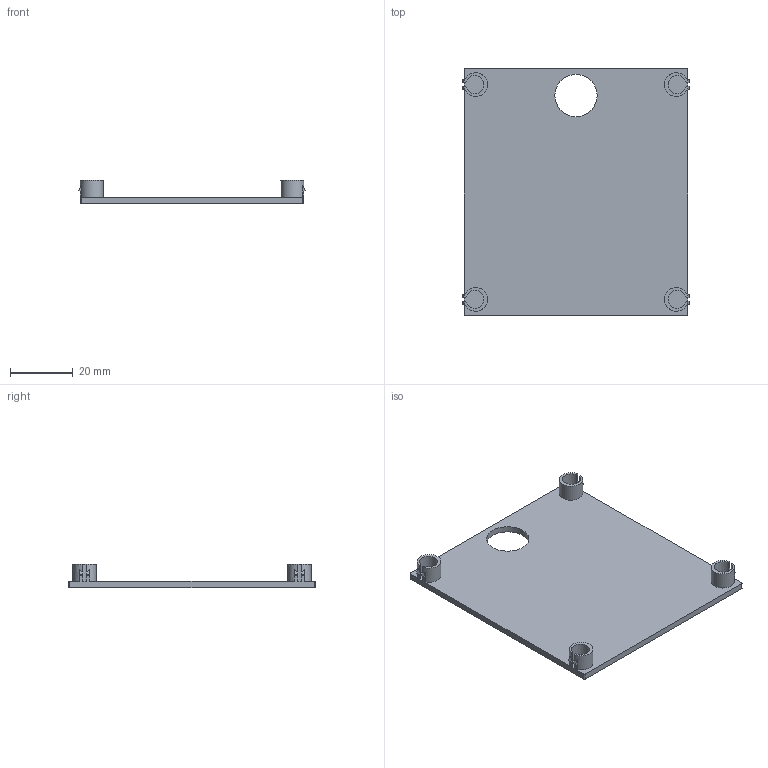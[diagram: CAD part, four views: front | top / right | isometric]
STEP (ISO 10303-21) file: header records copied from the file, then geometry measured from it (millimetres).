
FILE_DESCRIPTION(/* description */ ('STEP AP214'),/* implementation_level */ '2;1');
FILE_NAME(/* name */ '8147576_MS9-RB-10',/* time_stamp */ '2024-09-11T17:21:39+02:00',/* author */ ('License CC BY-ND 4.0'),/* organization */ ('CADENAS'),/* preprocessor_version */ 'ST-DEVELOPER v19.3',/* originating_system */ 'PARTsolutions',/* authorisation */ ' ');
FILE_SCHEMA (('AUTOMOTIVE_DESIGN {1 0 10303 214 3 1 1}'));
Length unit declared in the file: millimetre
Products named in the file (1): 8147576 MS9-RB-10---(high)
Bounding box: 72.28 x 79 x 7.5 mm (x, y, z)
Volume: 11376.3 mm3; surface area: 12584 mm2
Topology: 1 solids, 1 shells, 75 faces, 211 edges, 138 vertices
Faces by surface type: plane 54, cylinder 21
Full cylindrical faces by diameter (mm): 13.5 x1
Entity records: 2440 total; most frequent: CARTESIAN_POINT 424, ORIENTED_EDGE 420, DIRECTION 412, EDGE_CURVE 210, LINE 160, VECTOR 160, VERTEX_POINT 138, AXIS2_PLACEMENT_3D 126
